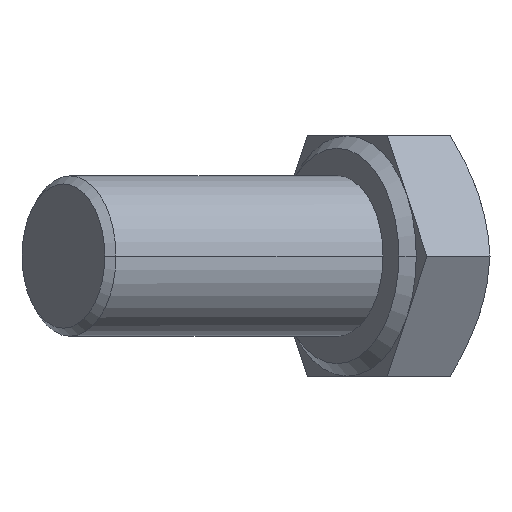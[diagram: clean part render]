
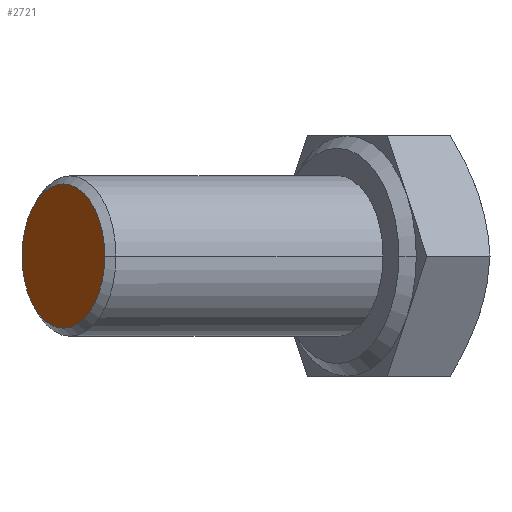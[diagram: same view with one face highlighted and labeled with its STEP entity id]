
A CAD part, left-side view. The second image highlights one B-rep face of the part: STEP entity #2721.
In plain terms, the highlighted planar face has unit normal (-0.574, 0.819, 0).
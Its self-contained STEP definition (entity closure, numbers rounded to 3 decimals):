
#2355 = CONICAL_SURFACE('',#2356,5.7,0.785);
#2356 = AXIS2_PLACEMENT_3D('',#2357,#2358,#2359);
#2357 = CARTESIAN_POINT('',(-14.398,20.563,
    -0.005));
#2358 = DIRECTION('',(0.574,-0.819,0.)
  );
#2359 = DIRECTION('',(0.819,0.574,0.)
  );
#2497 = CONICAL_SURFACE('',#2498,5.7,0.785);
#2498 = AXIS2_PLACEMENT_3D('',#2499,#2500,#2501);
#2499 = CARTESIAN_POINT('',(-14.398,20.563,
    -0.005));
#2500 = DIRECTION('',(0.574,-0.819,0.)
  );
#2501 = DIRECTION('',(0.819,0.574,0.)
  );
#2535 = VERTEX_POINT('',#2536);
#2536 = CARTESIAN_POINT('',(-10.147,23.906,
    -0.003));
#2603 = VERTEX_POINT('',#2604);
#2604 = CARTESIAN_POINT('',(-18.994,17.711,
    -0.006));
#2669 = EDGE_CURVE('',#2535,#2603,#2670,.T.);
#2670 = SURFACE_CURVE('',#2671,(#2676,#2705),.PCURVE_S1.);
#2671 = CIRCLE('',#2672,5.4);
#2672 = AXIS2_PLACEMENT_3D('',#2673,#2674,#2675);
#2673 = CARTESIAN_POINT('',(-14.57,20.809,
    -0.005));
#2674 = DIRECTION('',(-0.574,0.819,0.
    ));
#2675 = DIRECTION('',(0.819,0.574,0.)
  );
#2676 = PCURVE('',#2497,#2677);
#2677 = DEFINITIONAL_REPRESENTATION('',(#2678),#2704);
#2678 = B_SPLINE_CURVE_WITH_KNOTS('',3,(#2679,#2680,#2681,#2682,#2683,
    #2684,#2685,#2686,#2687,#2688,#2689,#2690,#2691,#2692,#2693,#2694,
    #2695,#2696,#2697,#2698,#2699,#2700,#2701,#2702,#2703),
  .UNSPECIFIED.,.F.,.F.,(4,1,1,1,1,1,1,1,1,1,1,1,1,1,1,1,1,1,1,1,1,1,4),
  (0.,0.143,0.286,0.428,0.571,
    0.714,0.857,1.,1.142,
    1.285,1.428,1.571,1.714,
    1.856,1.999,2.142,2.285,
    2.428,2.57,2.713,2.856,
    2.999,3.142),.QUASI_UNIFORM_KNOTS.);
#2679 = CARTESIAN_POINT('',(6.283,-0.3));
#2680 = CARTESIAN_POINT('',(6.236,-0.3));
#2681 = CARTESIAN_POINT('',(6.14,-0.3));
#2682 = CARTESIAN_POINT('',(5.998,-0.3));
#2683 = CARTESIAN_POINT('',(5.855,-0.3));
#2684 = CARTESIAN_POINT('',(5.712,-0.3));
#2685 = CARTESIAN_POINT('',(5.569,-0.3));
#2686 = CARTESIAN_POINT('',(5.426,-0.3));
#2687 = CARTESIAN_POINT('',(5.284,-0.3));
#2688 = CARTESIAN_POINT('',(5.141,-0.3));
#2689 = CARTESIAN_POINT('',(4.998,-0.3));
#2690 = CARTESIAN_POINT('',(4.855,-0.3));
#2691 = CARTESIAN_POINT('',(4.712,-0.3));
#2692 = CARTESIAN_POINT('',(4.57,-0.3));
#2693 = CARTESIAN_POINT('',(4.427,-0.3));
#2694 = CARTESIAN_POINT('',(4.284,-0.3));
#2695 = CARTESIAN_POINT('',(4.141,-0.3));
#2696 = CARTESIAN_POINT('',(3.998,-0.3));
#2697 = CARTESIAN_POINT('',(3.856,-0.3));
#2698 = CARTESIAN_POINT('',(3.713,-0.3));
#2699 = CARTESIAN_POINT('',(3.57,-0.3));
#2700 = CARTESIAN_POINT('',(3.427,-0.3));
#2701 = CARTESIAN_POINT('',(3.284,-0.3));
#2702 = CARTESIAN_POINT('',(3.189,-0.3));
#2703 = CARTESIAN_POINT('',(3.142,-0.3));
#2704 = ( GEOMETRIC_REPRESENTATION_CONTEXT(2) 
PARAMETRIC_REPRESENTATION_CONTEXT() REPRESENTATION_CONTEXT('2D SPACE',''
  ) );
#2705 = PCURVE('',#2706,#2711);
#2706 = PLANE('',#2707);
#2707 = AXIS2_PLACEMENT_3D('',#2708,#2709,#2710);
#2708 = CARTESIAN_POINT('',(-14.57,20.809,
    -0.005));
#2709 = DIRECTION('',(0.574,-0.819,0.)
  );
#2710 = DIRECTION('',(0.819,0.574,0.)
  );
#2711 = DEFINITIONAL_REPRESENTATION('',(#2712),#2720);
#2712 = ( BOUNDED_CURVE() B_SPLINE_CURVE(2,(#2713,#2714,#2715,#2716,
#2717,#2718,#2719),.UNSPECIFIED.,.F.,.F.) B_SPLINE_CURVE_WITH_KNOTS((1,2
    ,2,2,2,1),(-2.094,0.,2.094,4.189,
6.283,8.378),.UNSPECIFIED.) CURVE() 
GEOMETRIC_REPRESENTATION_ITEM() RATIONAL_B_SPLINE_CURVE((1.,0.5,1.,0.5,
1.,0.5,1.)) REPRESENTATION_ITEM('') );
#2713 = CARTESIAN_POINT('',(5.4,0.));
#2714 = CARTESIAN_POINT('',(5.4,-9.353));
#2715 = CARTESIAN_POINT('',(-2.7,-4.677));
#2716 = CARTESIAN_POINT('',(-10.8,0.));
#2717 = CARTESIAN_POINT('',(-2.7,4.677));
#2718 = CARTESIAN_POINT('',(5.4,9.353));
#2719 = CARTESIAN_POINT('',(5.4,0.));
#2720 = ( GEOMETRIC_REPRESENTATION_CONTEXT(2) 
PARAMETRIC_REPRESENTATION_CONTEXT() REPRESENTATION_CONTEXT('2D SPACE',''
  ) );
#2721 = ADVANCED_FACE('',(#2722),#2706,.F.);
#2722 = FACE_BOUND('',#2723,.F.);
#2723 = EDGE_LOOP('',(#2724,#2725));
#2724 = ORIENTED_EDGE('',*,*,#2669,.F.);
#2725 = ORIENTED_EDGE('',*,*,#2726,.F.);
#2726 = EDGE_CURVE('',#2603,#2535,#2727,.T.);
#2727 = SURFACE_CURVE('',#2728,(#2733,#2744),.PCURVE_S1.);
#2728 = CIRCLE('',#2729,5.4);
#2729 = AXIS2_PLACEMENT_3D('',#2730,#2731,#2732);
#2730 = CARTESIAN_POINT('',(-14.57,20.809,
    -0.005));
#2731 = DIRECTION('',(-0.574,0.819,0.
    ));
#2732 = DIRECTION('',(-0.819,-0.574,
    0.));
#2733 = PCURVE('',#2706,#2734);
#2734 = DEFINITIONAL_REPRESENTATION('',(#2735),#2743);
#2735 = ( BOUNDED_CURVE() B_SPLINE_CURVE(2,(#2736,#2737,#2738,#2739,
#2740,#2741,#2742),.UNSPECIFIED.,.F.,.F.) B_SPLINE_CURVE_WITH_KNOTS((1,2
    ,2,2,2,1),(-2.094,0.,2.094,4.189,
6.283,8.378),.UNSPECIFIED.) CURVE() 
GEOMETRIC_REPRESENTATION_ITEM() RATIONAL_B_SPLINE_CURVE((1.,0.5,1.,0.5,
1.,0.5,1.)) REPRESENTATION_ITEM('') );
#2736 = CARTESIAN_POINT('',(-5.4,0.));
#2737 = CARTESIAN_POINT('',(-5.4,9.353));
#2738 = CARTESIAN_POINT('',(2.7,4.677));
#2739 = CARTESIAN_POINT('',(10.8,0.));
#2740 = CARTESIAN_POINT('',(2.7,-4.677));
#2741 = CARTESIAN_POINT('',(-5.4,-9.353));
#2742 = CARTESIAN_POINT('',(-5.4,0.));
#2743 = ( GEOMETRIC_REPRESENTATION_CONTEXT(2) 
PARAMETRIC_REPRESENTATION_CONTEXT() REPRESENTATION_CONTEXT('2D SPACE',''
  ) );
#2744 = PCURVE('',#2355,#2745);
#2745 = DEFINITIONAL_REPRESENTATION('',(#2746),#2772);
#2746 = B_SPLINE_CURVE_WITH_KNOTS('',3,(#2747,#2748,#2749,#2750,#2751,
    #2752,#2753,#2754,#2755,#2756,#2757,#2758,#2759,#2760,#2761,#2762,
    #2763,#2764,#2765,#2766,#2767,#2768,#2769,#2770,#2771),
  .UNSPECIFIED.,.F.,.F.,(4,1,1,1,1,1,1,1,1,1,1,1,1,1,1,1,1,1,1,1,1,1,4),
  (0.,0.143,0.286,0.428,0.571,
    0.714,0.857,1.,1.142,
    1.285,1.428,1.571,1.714,
    1.856,1.999,2.142,2.285,
    2.428,2.57,2.713,2.856,
    2.999,3.142),.QUASI_UNIFORM_KNOTS.);
#2747 = CARTESIAN_POINT('',(3.142,-0.3));
#2748 = CARTESIAN_POINT('',(3.094,-0.3));
#2749 = CARTESIAN_POINT('',(2.999,-0.3));
#2750 = CARTESIAN_POINT('',(2.856,-0.3));
#2751 = CARTESIAN_POINT('',(2.713,-0.3));
#2752 = CARTESIAN_POINT('',(2.57,-0.3));
#2753 = CARTESIAN_POINT('',(2.428,-0.3));
#2754 = CARTESIAN_POINT('',(2.285,-0.3));
#2755 = CARTESIAN_POINT('',(2.142,-0.3));
#2756 = CARTESIAN_POINT('',(1.999,-0.3));
#2757 = CARTESIAN_POINT('',(1.856,-0.3));
#2758 = CARTESIAN_POINT('',(1.714,-0.3));
#2759 = CARTESIAN_POINT('',(1.571,-0.3));
#2760 = CARTESIAN_POINT('',(1.428,-0.3));
#2761 = CARTESIAN_POINT('',(1.285,-0.3));
#2762 = CARTESIAN_POINT('',(1.142,-0.3));
#2763 = CARTESIAN_POINT('',(1.,-0.3));
#2764 = CARTESIAN_POINT('',(0.857,-0.3));
#2765 = CARTESIAN_POINT('',(0.714,-0.3));
#2766 = CARTESIAN_POINT('',(0.571,-0.3));
#2767 = CARTESIAN_POINT('',(0.428,-0.3));
#2768 = CARTESIAN_POINT('',(0.286,-0.3));
#2769 = CARTESIAN_POINT('',(0.143,-0.3));
#2770 = CARTESIAN_POINT('',(0.048,-0.3));
#2771 = CARTESIAN_POINT('',(0.,-0.3));
#2772 = ( GEOMETRIC_REPRESENTATION_CONTEXT(2) 
PARAMETRIC_REPRESENTATION_CONTEXT() REPRESENTATION_CONTEXT('2D SPACE',''
  ) );
